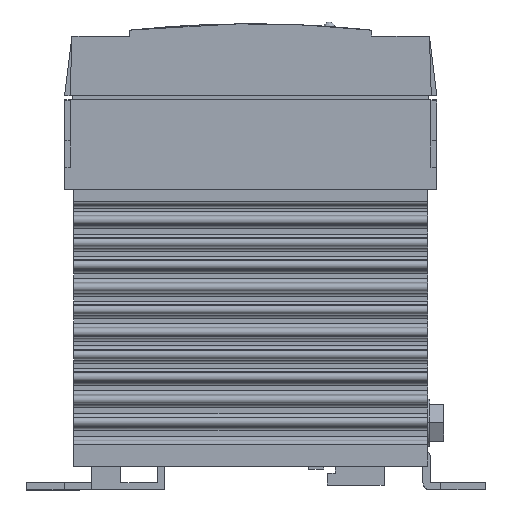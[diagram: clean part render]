
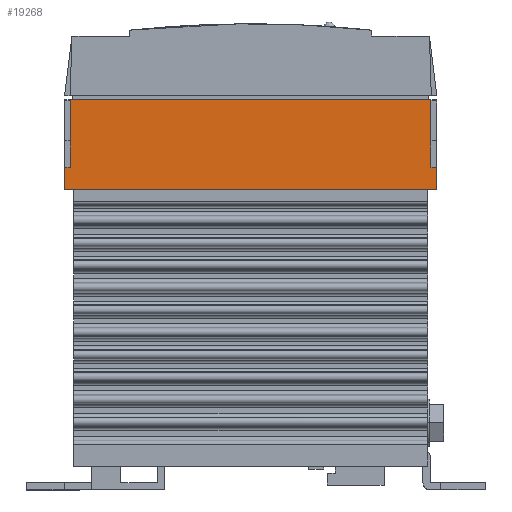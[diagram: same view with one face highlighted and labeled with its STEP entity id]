
A CAD part, top view. The second image highlights one B-rep face of the part: STEP entity #19268.
In plain terms, the highlighted planar face has unit normal (0, 0, -1).
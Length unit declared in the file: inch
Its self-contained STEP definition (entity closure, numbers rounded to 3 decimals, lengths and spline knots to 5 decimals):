
#455 = AXIS2_PLACEMENT_3D ( 'NONE', #13542, #13543, #13544 ) ;
#1079 = LINE ( 'NONE', #15291, #22081 ) ;
#1199 = LINE ( 'NONE', #15933, #4230 ) ;
#1215 = LINE ( 'NONE', #16025, #4079 ) ;
#1220 = LINE ( 'NONE', #16051, #4109 ) ;
#1228 = LINE ( 'NONE', #16118, #4202 ) ;
#1238 = LINE ( 'NONE', #16176, #4569 ) ;
#1240 = LINE ( 'NONE', #16194, #4402 ) ;
#1254 = LINE ( 'NONE', #18190, #4128 ) ;
#1736 = FACE_OUTER_BOUND ( 'NONE', #22966, .T. ) ;
#4079 = VECTOR ( 'NONE', #16026, 39.37008 ) ;
#4109 = VECTOR ( 'NONE', #16052, 39.37008 ) ;
#4128 = VECTOR ( 'NONE', #18191, 39.37008 ) ;
#4202 = VECTOR ( 'NONE', #16119, 39.37008 ) ;
#4230 = VECTOR ( 'NONE', #15934, 39.37008 ) ;
#4402 = VECTOR ( 'NONE', #16195, 39.37008 ) ;
#4569 = VECTOR ( 'NONE', #16177, 39.37008 ) ;
#5994 = ORIENTED_EDGE ( 'NONE', *, *, #10110, .T. ) ;
#5995 = ORIENTED_EDGE ( 'NONE', *, *, #10032, .T. ) ;
#5996 = ORIENTED_EDGE ( 'NONE', *, *, #9557, .T. ) ;
#5997 = ORIENTED_EDGE ( 'NONE', *, *, #10002, .T. ) ;
#5998 = ORIENTED_EDGE ( 'NONE', *, *, #9911, .T. ) ;
#5999 = ORIENTED_EDGE ( 'NONE', *, *, #9970, .T. ) ;
#6000 = ORIENTED_EDGE ( 'NONE', *, *, #10039, .T. ) ;
#6001 = ORIENTED_EDGE ( 'NONE', *, *, #9954, .T. ) ;
#9557 = EDGE_CURVE ( 'NONE', #10253, #10252, #1079, .T. ) ;
#9911 = EDGE_CURVE ( 'NONE', #10248, #10246, #1199, .T. ) ;
#9954 = EDGE_CURVE ( 'NONE', #10243, #10255, #1215, .T. ) ;
#9970 = EDGE_CURVE ( 'NONE', #10246, #10245, #1220, .T. ) ;
#10002 = EDGE_CURVE ( 'NONE', #10250, #10248, #1228, .T. ) ;
#10032 = EDGE_CURVE ( 'NONE', #10252, #10250, #1238, .T. ) ;
#10039 = EDGE_CURVE ( 'NONE', #10245, #10243, #1240, .T. ) ;
#10110 = EDGE_CURVE ( 'NONE', #10255, #10253, #1254, .T. ) ;
#10243 = VERTEX_POINT ( 'NONE', #18578 ) ;
#10245 = VERTEX_POINT ( 'NONE', #18581 ) ;
#10246 = VERTEX_POINT ( 'NONE', #18582 ) ;
#10248 = VERTEX_POINT ( 'NONE', #18585 ) ;
#10250 = VERTEX_POINT ( 'NONE', #18588 ) ;
#10252 = VERTEX_POINT ( 'NONE', #18591 ) ;
#10253 = VERTEX_POINT ( 'NONE', #18592 ) ;
#10255 = VERTEX_POINT ( 'NONE', #18595 ) ;
#13541 = PLANE ( 'NONE',  #455 ) ;
#13542 = CARTESIAN_POINT ( 'NONE',  ( 1.5775, 1.1075, 0.4375 ) ) ;
#13543 = DIRECTION ( 'NONE',  ( 0., 0., -1. ) ) ;
#13544 = DIRECTION ( 'NONE',  ( -1., 0., 0. ) ) ;
#15291 = CARTESIAN_POINT ( 'NONE',  ( -1.5275, 1.48725, 0.4375 ) ) ;
#15292 = DIRECTION ( 'NONE',  ( 0., 1., 0. ) ) ;
#15933 = CARTESIAN_POINT ( 'NONE',  ( 0., 1.2975, 0.4375 ) ) ;
#15934 = DIRECTION ( 'NONE',  ( 1., 0., 0. ) ) ;
#16025 = CARTESIAN_POINT ( 'NONE',  ( -1.5775, 1.48725, 0.4375 ) ) ;
#16026 = DIRECTION ( 'NONE',  ( 0., 1., 0. ) ) ;
#16051 = CARTESIAN_POINT ( 'NONE',  ( 1.5775, 1.48725, 0.4375 ) ) ;
#16052 = DIRECTION ( 'NONE',  ( 0., -1., 0. ) ) ;
#16118 = CARTESIAN_POINT ( 'NONE',  ( 1.5275, 1.48725, 0.4375 ) ) ;
#16119 = DIRECTION ( 'NONE',  ( 0., -1., 0. ) ) ;
#16176 = CARTESIAN_POINT ( 'NONE',  ( 0., 1.867, 0.4375 ) ) ;
#16177 = DIRECTION ( 'NONE',  ( 1., 0., 0. ) ) ;
#16194 = CARTESIAN_POINT ( 'NONE',  ( 0., 1.1075, 0.4375 ) ) ;
#16195 = DIRECTION ( 'NONE',  ( -1., 0., 0. ) ) ;
#18190 = CARTESIAN_POINT ( 'NONE',  ( 0., 1.2975, 0.4375 ) ) ;
#18191 = DIRECTION ( 'NONE',  ( 1., 0., 0. ) ) ;
#18578 = CARTESIAN_POINT ( 'NONE',  ( -1.5775, 1.1075, 0.4375 ) ) ;
#18581 = CARTESIAN_POINT ( 'NONE',  ( 1.5775, 1.1075, 0.4375 ) ) ;
#18582 = CARTESIAN_POINT ( 'NONE',  ( 1.5775, 1.2975, 0.4375 ) ) ;
#18585 = CARTESIAN_POINT ( 'NONE',  ( 1.5275, 1.2975, 0.4375 ) ) ;
#18588 = CARTESIAN_POINT ( 'NONE',  ( 1.5275, 1.867, 0.4375 ) ) ;
#18591 = CARTESIAN_POINT ( 'NONE',  ( -1.5275, 1.867, 0.4375 ) ) ;
#18592 = CARTESIAN_POINT ( 'NONE',  ( -1.5275, 1.2975, 0.4375 ) ) ;
#18595 = CARTESIAN_POINT ( 'NONE',  ( -1.5775, 1.2975, 0.4375 ) ) ;
#19268 = ADVANCED_FACE ( 'NONE', ( #1736 ), #13541, .T. ) ;
#22081 = VECTOR ( 'NONE', #15292, 39.37008 ) ;
#22966 = EDGE_LOOP ( 'NONE', ( #5994, #5996, #5995, #5997, #5998, #5999, #6000, #6001 ) ) ;
